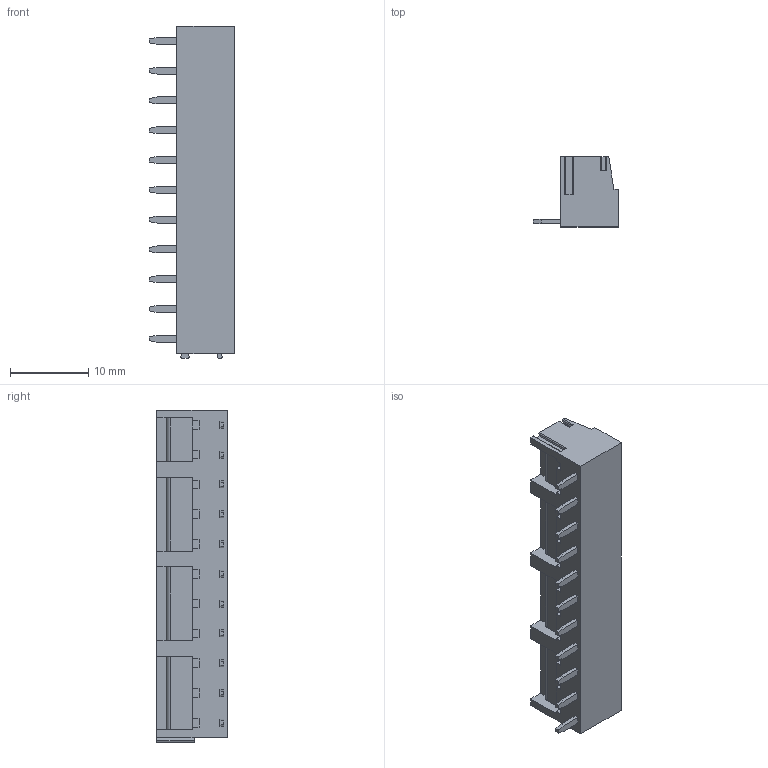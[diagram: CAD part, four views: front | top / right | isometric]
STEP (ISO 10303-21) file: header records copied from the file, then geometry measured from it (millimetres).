
FILE_DESCRIPTION((''),'2;1');
FILE_NAME('TL004R','2025-04-06T',('sj'),(''),'PRO/ENGINEER BY PARAMETRIC TECHNOLOGY CORPORATION, 2013240','PRO/ENGINEER BY PARAMETRIC TECHNOLOGY CORPORATION, 2013240','');
FILE_SCHEMA(('AUTOMOTIVE_DESIGN_CC2 { 1 2 10303 214 -1 1 5 2 }'));
Length unit declared in the file: millimetre
Products named in the file (1): TL004R
Bounding box: 10.9 x 9 x 42.46 mm (x, y, z)
Volume: 2257.5 mm3; surface area: 2078 mm2
Topology: 1 solids, 1 shells, 485 faces, 1196 edges, 746 vertices
Faces by surface type: plane 319, cylinder 100, cone 66
Entity records: 14104 total; most frequent: DIRECTION 2432, CARTESIAN_POINT 2427, ORIENTED_EDGE 2392, EDGE_CURVE 1196, VECTOR 930, LINE 930, AXIS2_PLACEMENT_3D 751, VERTEX_POINT 746
